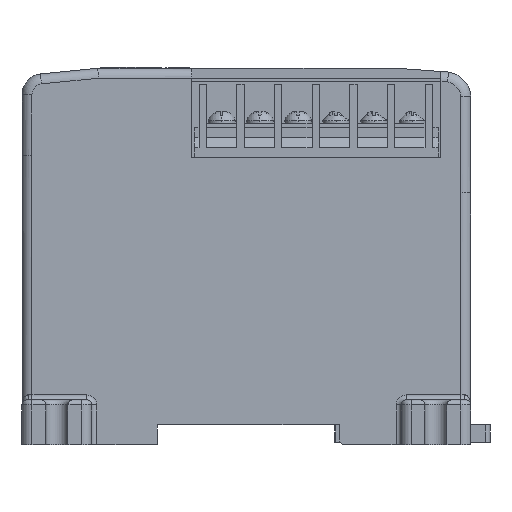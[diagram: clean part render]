
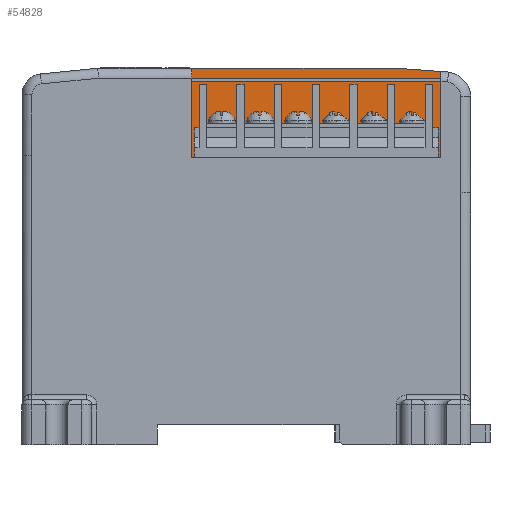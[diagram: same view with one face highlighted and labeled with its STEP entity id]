
A CAD part, left-side view. The second image highlights one B-rep face of the part: STEP entity #54828.
In plain terms, the highlighted planar face has unit normal (-1, 0, 0).
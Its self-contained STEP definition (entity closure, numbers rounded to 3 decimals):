
#5837 = CARTESIAN_POINT ( 'NONE',  ( -55.718, -33.699, 41.734 ) ) ;
#5904 = DIRECTION ( 'NONE',  ( 0., 0., -1. ) ) ;
#5905 = DIRECTION ( 'NONE',  ( 1., 0., 0. ) ) ;
#5906 = CARTESIAN_POINT ( 'NONE',  ( -55.718, -33.699, 24.388 ) ) ;
#5907 = AXIS2_PLACEMENT_3D ( 'NONE', #5906, #5905, #5904 ) ;
#5908 = PLANE ( 'NONE',  #5907 ) ;
#5923 = FACE_OUTER_BOUND ( 'NONE', #54870, .T. ) ;
#5949 = DIRECTION ( 'NONE',  ( 0., 0., 1. ) ) ;
#5950 = VECTOR ( 'NONE', #5949, 1000. ) ;
#5951 = CARTESIAN_POINT ( 'NONE',  ( -55.718, -33.699, 24.388 ) ) ;
#5952 = LINE ( 'NONE', #5951, #5950 ) ;
#5953 = CARTESIAN_POINT ( 'NONE',  ( -55.718, -33.699, 24.388 ) ) ;
#5954 = DIRECTION ( 'NONE',  ( 0., 1., 0. ) ) ;
#5955 = VECTOR ( 'NONE', #5954, 1000. ) ;
#5956 = CARTESIAN_POINT ( 'NONE',  ( -55.718, -33.699, 24.388 ) ) ;
#5957 = LINE ( 'NONE', #5956, #5955 ) ;
#5958 = CARTESIAN_POINT ( 'NONE',  ( -55.718, 16.301, 24.388 ) ) ;
#5959 = DIRECTION ( 'NONE',  ( 0., 0., 1. ) ) ;
#5960 = VECTOR ( 'NONE', #5959, 1000. ) ;
#5961 = CARTESIAN_POINT ( 'NONE',  ( -55.718, 16.301, 24.388 ) ) ;
#5962 = LINE ( 'NONE', #5961, #5960 ) ;
#6006 = DIRECTION ( 'NONE',  ( 0., 0.997, 0.073 ) ) ;
#6007 = VECTOR ( 'NONE', #6006, 1000. ) ;
#6008 = CARTESIAN_POINT ( 'NONE',  ( -55.718, -24.754, 42.388 ) ) ;
#6009 = LINE ( 'NONE', #6008, #6007 ) ;
#43857 = VERTEX_POINT ( 'NONE', #61120 ) ;
#43862 = EDGE_CURVE ( 'NONE', #43863, #43857, #61119, .T. ) ;
#43863 = VERTEX_POINT ( 'NONE', #61115 ) ;
#54773 = VERTEX_POINT ( 'NONE', #5837 ) ;
#54828 = ADVANCED_FACE ( 'NONE', ( #5923 ), #5908, .F. ) ;
#54829 = ORIENTED_EDGE ( 'NONE', *, *, #54894, .T. ) ;
#54831 = ORIENTED_EDGE ( 'NONE', *, *, #43862, .T. ) ;
#54832 = ORIENTED_EDGE ( 'NONE', *, *, #54833, .F. ) ;
#54833 = EDGE_CURVE ( 'NONE', #54834, #43857, #5962, .T. ) ;
#54834 = VERTEX_POINT ( 'NONE', #5958 ) ;
#54836 = ORIENTED_EDGE ( 'NONE', *, *, #54837, .F. ) ;
#54837 = EDGE_CURVE ( 'NONE', #54838, #54834, #5957, .T. ) ;
#54838 = VERTEX_POINT ( 'NONE', #5953 ) ;
#54839 = ORIENTED_EDGE ( 'NONE', *, *, #54841, .T. ) ;
#54841 = EDGE_CURVE ( 'NONE', #54838, #54773, #5952, .T. ) ;
#54870 = EDGE_LOOP ( 'NONE', ( #54829, #54831, #54832, #54836, #54839 ) ) ;
#54894 = EDGE_CURVE ( 'NONE', #54773, #43863, #6009, .T. ) ;
#61115 = CARTESIAN_POINT ( 'NONE',  ( -55.718, -24.754, 42.388 ) ) ;
#61116 = DIRECTION ( 'NONE',  ( 0., 1., 0. ) ) ;
#61117 = VECTOR ( 'NONE', #61116, 1000. ) ;
#61118 = CARTESIAN_POINT ( 'NONE',  ( -55.718, -33.699, 42.388 ) ) ;
#61119 = LINE ( 'NONE', #61118, #61117 ) ;
#61120 = CARTESIAN_POINT ( 'NONE',  ( -55.718, 16.301, 42.388 ) ) ;
